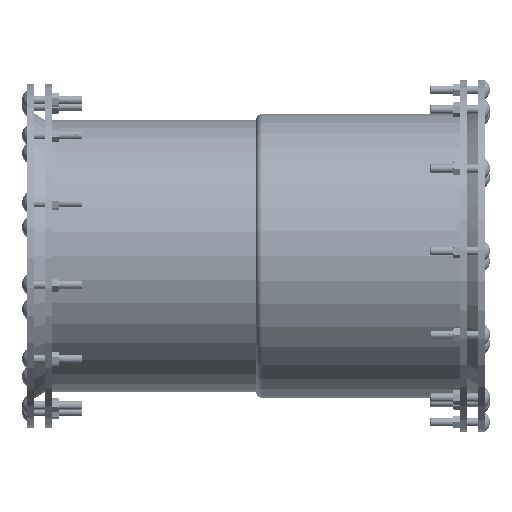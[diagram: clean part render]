
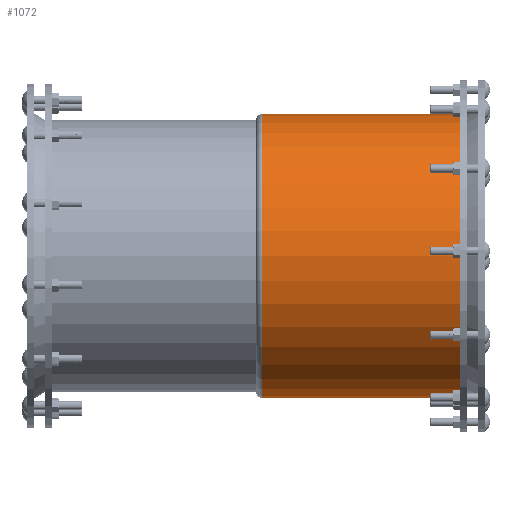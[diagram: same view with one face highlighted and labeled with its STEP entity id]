
A CAD part, left-side view. The second image highlights one B-rep face of the part: STEP entity #1072.
In plain terms, the highlighted cylindrical face has radius 161.925 mm (diameter 323.85 mm), a partial arc.
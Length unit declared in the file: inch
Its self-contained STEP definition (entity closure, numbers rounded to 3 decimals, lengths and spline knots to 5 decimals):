
#394 = DIRECTION ( 'NONE',  ( 0., -1., 0. ) ) ;
#541 = CARTESIAN_POINT ( 'NONE',  ( 0., 0., 0. ) ) ;
#564 = AXIS2_PLACEMENT_3D ( 'NONE', #541, #5167, #15055 ) ;
#771 = VECTOR ( 'NONE', #19451, 39.37008 ) ;
#914 = DIRECTION ( 'NONE',  ( 0., 0., 1. ) ) ;
#1072 = ADVANCED_FACE ( 'NONE', ( #8356 ), #14715, .T. ) ;
#1719 = CARTESIAN_POINT ( 'NONE',  ( 0., 0., -6.375 ) ) ;
#1727 = ORIENTED_EDGE ( 'NONE', *, *, #3291, .T. ) ;
#1874 = EDGE_CURVE ( 'NONE', #6667, #12463, #5045, .T. ) ;
#2578 = VERTEX_POINT ( 'NONE', #7352 ) ;
#3291 = EDGE_CURVE ( 'NONE', #6667, #2578, #6786, .T. ) ;
#3690 = CARTESIAN_POINT ( 'NONE',  ( 0., 9.5, 6.375 ) ) ;
#4294 = AXIS2_PLACEMENT_3D ( 'NONE', #19632, #394, #6785 ) ;
#4740 = VERTEX_POINT ( 'NONE', #1719 ) ;
#5045 = LINE ( 'NONE', #3690, #771 ) ;
#5167 = DIRECTION ( 'NONE',  ( 0., 1., 0. ) ) ;
#5284 = ORIENTED_EDGE ( 'NONE', *, *, #1874, .F. ) ;
#5591 = CIRCLE ( 'NONE', #564, 6.375 ) ;
#5845 = CARTESIAN_POINT ( 'NONE',  ( 0., 9.25, 0. ) ) ;
#6458 = AXIS2_PLACEMENT_3D ( 'NONE', #5845, #19835, #914 ) ;
#6667 = VERTEX_POINT ( 'NONE', #8982 ) ;
#6785 = DIRECTION ( 'NONE',  ( 0., 0., -1. ) ) ;
#6786 = CIRCLE ( 'NONE', #6458, 6.375 ) ;
#7352 = CARTESIAN_POINT ( 'NONE',  ( 0., 9.25, -6.375 ) ) ;
#8356 = FACE_OUTER_BOUND ( 'NONE', #8663, .T. ) ;
#8371 = CARTESIAN_POINT ( 'NONE',  ( 0., 0., 6.375 ) ) ;
#8663 = EDGE_LOOP ( 'NONE', ( #5284, #1727, #16899, #10332 ) ) ;
#8982 = CARTESIAN_POINT ( 'NONE',  ( 0., 9.25, 6.375 ) ) ;
#9777 = DIRECTION ( 'NONE',  ( 0., -1., 0. ) ) ;
#10332 = ORIENTED_EDGE ( 'NONE', *, *, #15851, .T. ) ;
#10693 = EDGE_CURVE ( 'NONE', #2578, #4740, #19075, .T. ) ;
#12463 = VERTEX_POINT ( 'NONE', #8371 ) ;
#14715 = CYLINDRICAL_SURFACE ( 'NONE', #4294, 6.375 ) ;
#15055 = DIRECTION ( 'NONE',  ( 0., 0., 1. ) ) ;
#15851 = EDGE_CURVE ( 'NONE', #4740, #12463, #5591, .T. ) ;
#16251 = CARTESIAN_POINT ( 'NONE',  ( 0., 9.5, -6.375 ) ) ;
#16899 = ORIENTED_EDGE ( 'NONE', *, *, #10693, .T. ) ;
#17184 = VECTOR ( 'NONE', #9777, 39.37008 ) ;
#19075 = LINE ( 'NONE', #16251, #17184 ) ;
#19451 = DIRECTION ( 'NONE',  ( 0., -1., 0. ) ) ;
#19632 = CARTESIAN_POINT ( 'NONE',  ( 0., 9.5, 0. ) ) ;
#19835 = DIRECTION ( 'NONE',  ( 0., -1., 0. ) ) ;
